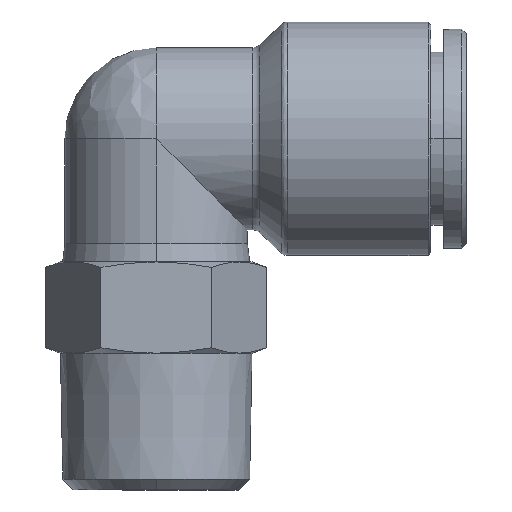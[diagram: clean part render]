
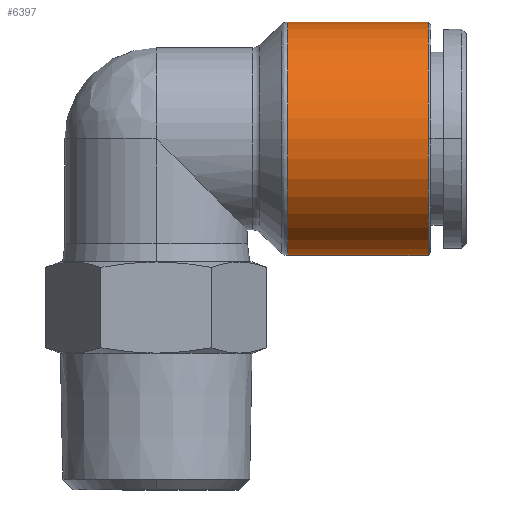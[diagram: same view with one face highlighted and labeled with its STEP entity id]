
A CAD part, front view. The second image highlights one B-rep face of the part: STEP entity #6397.
In plain terms, the highlighted cylindrical face has radius 12.8 mm (diameter 25.6 mm), a partial arc.
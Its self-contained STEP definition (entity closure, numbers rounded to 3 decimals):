
#285 = CARTESIAN_POINT ( 'NONE',  ( -29.3, 0., 12.8 ) ) ;
#368 = VERTEX_POINT ( 'NONE', #443 ) ;
#443 = CARTESIAN_POINT ( 'NONE',  ( -13.894, 0., 12.8 ) ) ;
#447 = DIRECTION ( 'NONE',  ( 1., 0., 0. ) ) ;
#456 = EDGE_CURVE ( 'NONE', #368, #1228, #10088, .T. ) ;
#530 = EDGE_CURVE ( 'NONE', #9831, #3295, #2921, .T. ) ;
#582 = DIRECTION ( 'NONE',  ( 0., 0., -1. ) ) ;
#587 = DIRECTION ( 'NONE',  ( 0., 0., 1. ) ) ;
#626 = DIRECTION ( 'NONE',  ( -1., 0., 0. ) ) ;
#797 = DIRECTION ( 'NONE',  ( -1., 0., 0. ) ) ;
#821 = CIRCLE ( 'NONE', #8799, 12.8 ) ;
#1188 = CARTESIAN_POINT ( 'NONE',  ( -29.3, 0., -12.8 ) ) ;
#1228 = VERTEX_POINT ( 'NONE', #6510 ) ;
#1733 = EDGE_LOOP ( 'NONE', ( #3933, #5898, #2213, #5479, #6757 ) ) ;
#1884 = CARTESIAN_POINT ( 'NONE',  ( -20.5, 0., -12.8 ) ) ;
#2182 = DIRECTION ( 'NONE',  ( -1., 0., 0. ) ) ;
#2213 = ORIENTED_EDGE ( 'NONE', *, *, #456, .T. ) ;
#2786 = VERTEX_POINT ( 'NONE', #285 ) ;
#2812 = CARTESIAN_POINT ( 'NONE',  ( -20.5, 0., 12.8 ) ) ;
#2921 = CIRCLE ( 'NONE', #8687, 12.8 ) ;
#3177 = VECTOR ( 'NONE', #447, 1000. ) ;
#3295 = VERTEX_POINT ( 'NONE', #1188 ) ;
#3790 = DIRECTION ( 'NONE',  ( 1., 0., 0. ) ) ;
#3820 = CARTESIAN_POINT ( 'NONE',  ( -29.3, 0., 0. ) ) ;
#3933 = ORIENTED_EDGE ( 'NONE', *, *, #4115, .F. ) ;
#3968 = AXIS2_PLACEMENT_3D ( 'NONE', #5361, #2182, #582 ) ;
#4058 = EDGE_CURVE ( 'NONE', #3295, #1228, #4174, .T. ) ;
#4115 = EDGE_CURVE ( 'NONE', #2786, #9831, #821, .T. ) ;
#4174 = LINE ( 'NONE', #1884, #3177 ) ;
#4669 = CARTESIAN_POINT ( 'NONE',  ( -20.5, 0., 0. ) ) ;
#5205 = LINE ( 'NONE', #2812, #8118 ) ;
#5361 = CARTESIAN_POINT ( 'NONE',  ( -13.894, 0., 0. ) ) ;
#5479 = ORIENTED_EDGE ( 'NONE', *, *, #4058, .F. ) ;
#5898 = ORIENTED_EDGE ( 'NONE', *, *, #9335, .T. ) ;
#6397 = ADVANCED_FACE ( 'NONE', ( #6632 ), #10027, .T. ) ;
#6510 = CARTESIAN_POINT ( 'NONE',  ( -13.894, 0., -12.8 ) ) ;
#6632 = FACE_OUTER_BOUND ( 'NONE', #1733, .T. ) ;
#6757 = ORIENTED_EDGE ( 'NONE', *, *, #530, .F. ) ;
#6830 = CARTESIAN_POINT ( 'NONE',  ( -29.3, 12.8, 0. ) ) ;
#6884 = DIRECTION ( 'NONE',  ( 1., 0., 0. ) ) ;
#7124 = DIRECTION ( 'NONE',  ( 0., 0., 1. ) ) ;
#7300 = AXIS2_PLACEMENT_3D ( 'NONE', #4669, #3790, #9922 ) ;
#8118 = VECTOR ( 'NONE', #6884, 1000. ) ;
#8687 = AXIS2_PLACEMENT_3D ( 'NONE', #10397, #797, #7124 ) ;
#8799 = AXIS2_PLACEMENT_3D ( 'NONE', #3820, #626, #587 ) ;
#9335 = EDGE_CURVE ( 'NONE', #2786, #368, #5205, .T. ) ;
#9831 = VERTEX_POINT ( 'NONE', #6830 ) ;
#9922 = DIRECTION ( 'NONE',  ( 0., 0., -1. ) ) ;
#10027 = CYLINDRICAL_SURFACE ( 'NONE', #7300, 12.8 ) ;
#10088 = CIRCLE ( 'NONE', #3968, 12.8 ) ;
#10397 = CARTESIAN_POINT ( 'NONE',  ( -29.3, 0., 0. ) ) ;
